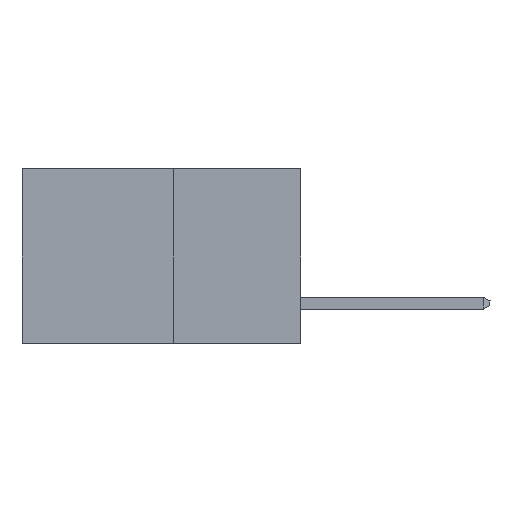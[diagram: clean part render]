
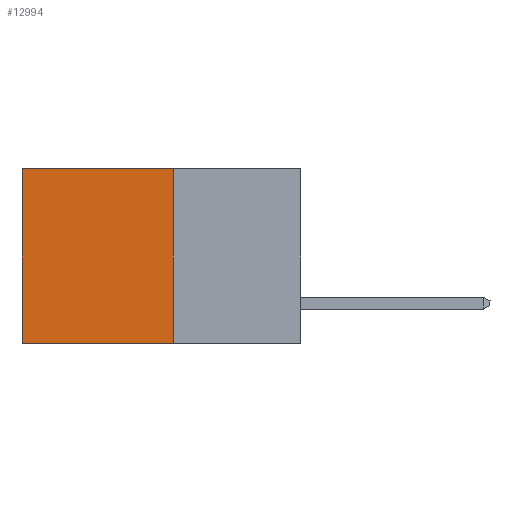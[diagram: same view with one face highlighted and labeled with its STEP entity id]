
A CAD part, left-side view. The second image highlights one B-rep face of the part: STEP entity #12994.
In plain terms, the highlighted planar face has unit normal (-1, 0, 0).
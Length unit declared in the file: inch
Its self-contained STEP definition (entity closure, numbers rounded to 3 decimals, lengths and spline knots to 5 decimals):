
#781 = VECTOR ( 'NONE', #5153, 39.37008 ) ;
#1129 = PLANE ( 'NONE',  #8774 ) ;
#1539 = DIRECTION ( 'NONE',  ( 0., 0., -1. ) ) ;
#1564 = VERTEX_POINT ( 'NONE', #9936 ) ;
#1603 = EDGE_CURVE ( 'NONE', #3696, #1564, #5604, .T. ) ;
#2312 = CARTESIAN_POINT ( 'NONE',  ( 0.277, 0.27, -0.37 ) ) ;
#2790 = VECTOR ( 'NONE', #5445, 39.37008 ) ;
#3119 = FACE_OUTER_BOUND ( 'NONE', #12680, .T. ) ;
#3159 = ORIENTED_EDGE ( 'NONE', *, *, #10818, .T. ) ;
#3361 = DIRECTION ( 'NONE',  ( 1., 0., 0. ) ) ;
#3535 = EDGE_CURVE ( 'NONE', #3696, #6943, #10577, .T. ) ;
#3696 = VERTEX_POINT ( 'NONE', #12888 ) ;
#3988 = VERTEX_POINT ( 'NONE', #12076 ) ;
#4332 = ORIENTED_EDGE ( 'NONE', *, *, #10519, .F. ) ;
#4408 = LINE ( 'NONE', #12375, #781 ) ;
#4757 = CARTESIAN_POINT ( 'NONE',  ( 0.277, 0.59, -0.37 ) ) ;
#5020 = VECTOR ( 'NONE', #1539, 39.37008 ) ;
#5153 = DIRECTION ( 'NONE',  ( 0., 1., 0. ) ) ;
#5445 = DIRECTION ( 'NONE',  ( 0., 1., 0. ) ) ;
#5472 = CARTESIAN_POINT ( 'NONE',  ( 0.277, 0.27, 0. ) ) ;
#5604 = LINE ( 'NONE', #5472, #2790 ) ;
#6943 = VERTEX_POINT ( 'NONE', #2312 ) ;
#7312 = ORIENTED_EDGE ( 'NONE', *, *, #1603, .T. ) ;
#7856 = VECTOR ( 'NONE', #10844, 39.37008 ) ;
#8264 = CARTESIAN_POINT ( 'NONE',  ( 0.277, 0.27, -0.37 ) ) ;
#8774 = AXIS2_PLACEMENT_3D ( 'NONE', #9600, #3361, #10632 ) ;
#9600 = CARTESIAN_POINT ( 'NONE',  ( 0.277, 0.27, -0.37 ) ) ;
#9936 = CARTESIAN_POINT ( 'NONE',  ( 0.277, 0.59, 0. ) ) ;
#10519 = EDGE_CURVE ( 'NONE', #6943, #3988, #4408, .T. ) ;
#10577 = LINE ( 'NONE', #8264, #7856 ) ;
#10632 = DIRECTION ( 'NONE',  ( 0., 0., -1. ) ) ;
#10818 = EDGE_CURVE ( 'NONE', #1564, #3988, #11178, .T. ) ;
#10844 = DIRECTION ( 'NONE',  ( 0., 0., -1. ) ) ;
#11178 = LINE ( 'NONE', #4757, #5020 ) ;
#12076 = CARTESIAN_POINT ( 'NONE',  ( 0.277, 0.59, -0.37 ) ) ;
#12132 = ORIENTED_EDGE ( 'NONE', *, *, #3535, .F. ) ;
#12375 = CARTESIAN_POINT ( 'NONE',  ( 0.277, 0.27, -0.37 ) ) ;
#12680 = EDGE_LOOP ( 'NONE', ( #3159, #4332, #12132, #7312 ) ) ;
#12888 = CARTESIAN_POINT ( 'NONE',  ( 0.277, 0.27, 0. ) ) ;
#12994 = ADVANCED_FACE ( 'NONE', ( #3119 ), #1129, .F. ) ;
